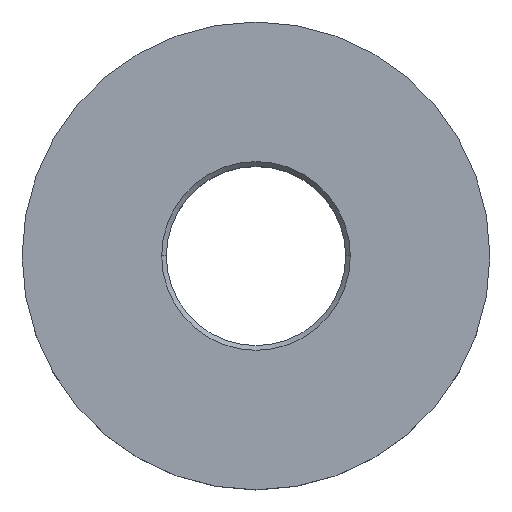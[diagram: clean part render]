
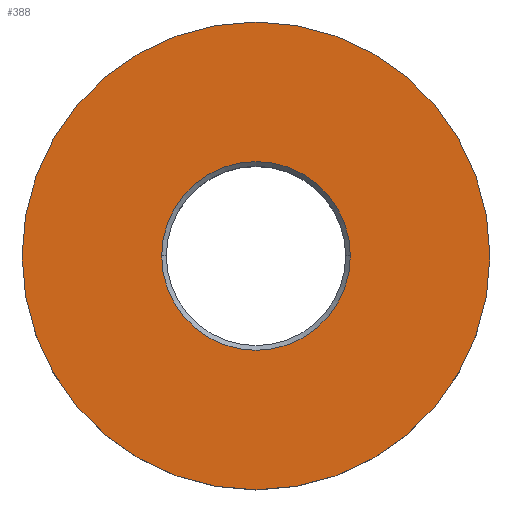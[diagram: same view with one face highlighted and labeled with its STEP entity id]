
A CAD part, top view. The second image highlights one B-rep face of the part: STEP entity #388.
In plain terms, the highlighted planar face has unit normal (0, 0, 1).
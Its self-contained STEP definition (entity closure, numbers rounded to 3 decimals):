
#4 = FACE_BOUND ( 'NONE', #340, .T. ) ;
#11 = FACE_OUTER_BOUND ( 'NONE', #108, .T. ) ;
#14 = DIRECTION ( 'NONE',  ( -1., 0., 0. ) ) ;
#15 = CARTESIAN_POINT ( 'NONE',  ( 0., 0., 0. ) ) ;
#31 = VERTEX_POINT ( 'NONE', #327 ) ;
#32 = VERTEX_POINT ( 'NONE', #96 ) ;
#38 = CIRCLE ( 'NONE', #49, 6.05 ) ;
#45 = CIRCLE ( 'NONE', #201, 15. ) ;
#49 = AXIS2_PLACEMENT_3D ( 'NONE', #124, #401, #86 ) ;
#55 = VERTEX_POINT ( 'NONE', #333 ) ;
#75 = EDGE_CURVE ( 'NONE', #320, #55, #323, .T. ) ;
#85 = ORIENTED_EDGE ( 'NONE', *, *, #315, .T. ) ;
#86 = DIRECTION ( 'NONE',  ( -1., 0., 0. ) ) ;
#96 = CARTESIAN_POINT ( 'NONE',  ( -6.05, 0., 0. ) ) ;
#101 = ORIENTED_EDGE ( 'NONE', *, *, #341, .T. ) ;
#108 = EDGE_LOOP ( 'NONE', ( #423, #101 ) ) ;
#124 = CARTESIAN_POINT ( 'NONE',  ( 0., 0., 0. ) ) ;
#176 = CIRCLE ( 'NONE', #219, 6.05 ) ;
#198 = CARTESIAN_POINT ( 'NONE',  ( 15., 0., 0. ) ) ;
#201 = AXIS2_PLACEMENT_3D ( 'NONE', #15, #489, #487 ) ;
#202 = CARTESIAN_POINT ( 'NONE',  ( 0., 15., 0. ) ) ;
#212 = AXIS2_PLACEMENT_3D ( 'NONE', #202, #399, #14 ) ;
#219 = AXIS2_PLACEMENT_3D ( 'NONE', #478, #277, #279 ) ;
#220 = CARTESIAN_POINT ( 'NONE',  ( 0., 0., 0. ) ) ;
#238 = PLANE ( 'NONE',  #212 ) ;
#251 = DIRECTION ( 'NONE',  ( 1., 0., 0. ) ) ;
#277 = DIRECTION ( 'NONE',  ( 0., 0., -1. ) ) ;
#279 = DIRECTION ( 'NONE',  ( -1., 0., 0. ) ) ;
#315 = EDGE_CURVE ( 'NONE', #32, #31, #176, .T. ) ;
#320 = VERTEX_POINT ( 'NONE', #198 ) ;
#323 = CIRCLE ( 'NONE', #352, 15. ) ;
#325 = ORIENTED_EDGE ( 'NONE', *, *, #354, .T. ) ;
#327 = CARTESIAN_POINT ( 'NONE',  ( 6.05, 0., 0. ) ) ;
#333 = CARTESIAN_POINT ( 'NONE',  ( -15., 0., 0. ) ) ;
#334 = DIRECTION ( 'NONE',  ( 0., 0., 1. ) ) ;
#340 = EDGE_LOOP ( 'NONE', ( #325, #85 ) ) ;
#341 = EDGE_CURVE ( 'NONE', #55, #320, #45, .T. ) ;
#352 = AXIS2_PLACEMENT_3D ( 'NONE', #220, #334, #251 ) ;
#354 = EDGE_CURVE ( 'NONE', #31, #32, #38, .T. ) ;
#388 = ADVANCED_FACE ( 'NONE', ( #4, #11 ), #238, .F. ) ;
#399 = DIRECTION ( 'NONE',  ( 0., 0., -1. ) ) ;
#401 = DIRECTION ( 'NONE',  ( 0., 0., -1. ) ) ;
#423 = ORIENTED_EDGE ( 'NONE', *, *, #75, .T. ) ;
#478 = CARTESIAN_POINT ( 'NONE',  ( 0., 0., 0. ) ) ;
#487 = DIRECTION ( 'NONE',  ( 1., 0., 0. ) ) ;
#489 = DIRECTION ( 'NONE',  ( 0., 0., 1. ) ) ;
